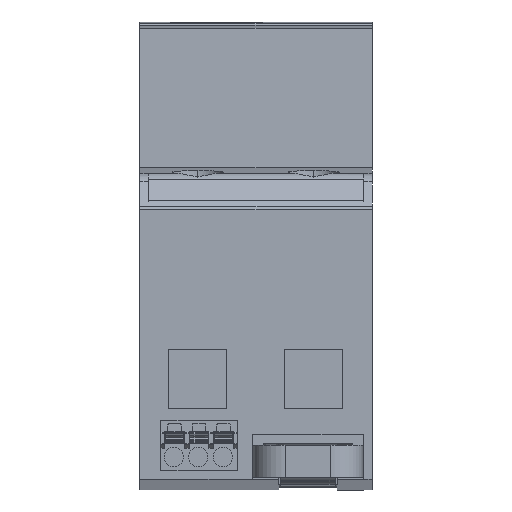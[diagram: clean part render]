
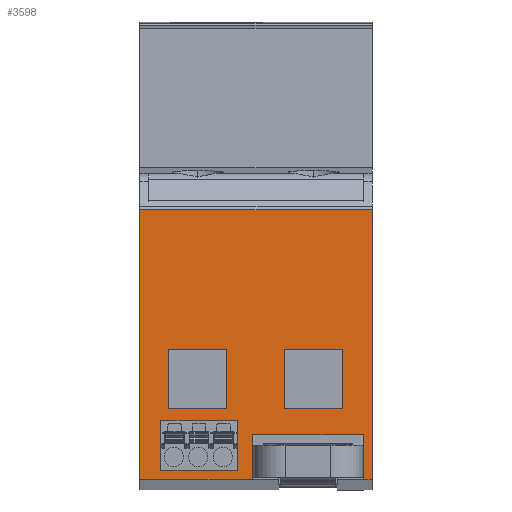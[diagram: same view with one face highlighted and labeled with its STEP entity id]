
A CAD part, front view. The second image highlights one B-rep face of the part: STEP entity #3598.
In plain terms, the highlighted planar face has unit normal (0, -1, 0).
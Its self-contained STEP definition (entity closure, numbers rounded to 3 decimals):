
#3482=AXIS2_PLACEMENT_3D('Plane Axis2P3D',#3479,#3480,#3481) ;
#1574=CARTESIAN_POINT('Vertex',(36.,14.959,43.38)) ;
#1577=CARTESIAN_POINT('Line Origine',(36.,14.959,22.536)) ;
#1581=CARTESIAN_POINT('Vertex',(36.,14.959,1.692)) ;
#1960=CARTESIAN_POINT('Line Origine',(0.,14.959,22.536)) ;
#1964=CARTESIAN_POINT('Vertex',(0.,14.959,1.692)) ;
#1966=CARTESIAN_POINT('Vertex',(0.,14.959,43.38)) ;
#2692=CARTESIAN_POINT('Vertex',(17.401,14.959,1.692)) ;
#2695=CARTESIAN_POINT('Line Origine',(8.7,14.959,1.692)) ;
#2803=CARTESIAN_POINT('Line Origine',(35.34,14.959,1.692)) ;
#2807=CARTESIAN_POINT('Vertex',(34.68,14.959,1.692)) ;
#2837=CARTESIAN_POINT('Line Origine',(34.68,14.959,5.122)) ;
#2841=CARTESIAN_POINT('Vertex',(34.68,14.959,8.553)) ;
#2862=CARTESIAN_POINT('Line Origine',(28.776,14.959,8.553)) ;
#2866=CARTESIAN_POINT('Vertex',(30.592,14.959,8.553)) ;
#2868=CARTESIAN_POINT('Vertex',(26.961,14.959,8.553)) ;
#2871=CARTESIAN_POINT('Line Origine',(22.181,14.959,8.553)) ;
#2875=CARTESIAN_POINT('Vertex',(17.401,14.959,8.553)) ;
#2883=CARTESIAN_POINT('Line Origine',(32.636,14.959,8.553)) ;
#2905=CARTESIAN_POINT('Line Origine',(17.401,14.959,5.122)) ;
#3466=CARTESIAN_POINT('Line Origine',(18.,14.959,43.38)) ;
#3479=CARTESIAN_POINT('Axis2P3D Location',(71.2,14.959,1.692)) ;
#3496=CARTESIAN_POINT('Line Origine',(9.185,14.959,3.079)) ;
#3500=CARTESIAN_POINT('Vertex',(15.095,14.959,3.079)) ;
#3502=CARTESIAN_POINT('Vertex',(3.275,14.959,3.079)) ;
#3505=CARTESIAN_POINT('Line Origine',(3.275,14.959,6.504)) ;
#3509=CARTESIAN_POINT('Vertex',(3.275,14.959,9.929)) ;
#3512=CARTESIAN_POINT('Line Origine',(9.185,14.959,9.929)) ;
#3516=CARTESIAN_POINT('Vertex',(15.095,14.959,9.929)) ;
#3519=CARTESIAN_POINT('Line Origine',(15.095,14.959,6.504)) ;
#3530=CARTESIAN_POINT('Line Origine',(13.473,14.959,17.133)) ;
#3534=CARTESIAN_POINT('Vertex',(13.473,14.959,12.558)) ;
#3536=CARTESIAN_POINT('Vertex',(13.473,14.959,21.708)) ;
#3539=CARTESIAN_POINT('Line Origine',(8.973,14.959,12.558)) ;
#3543=CARTESIAN_POINT('Vertex',(4.473,14.959,12.558)) ;
#3546=CARTESIAN_POINT('Line Origine',(4.473,14.959,17.133)) ;
#3550=CARTESIAN_POINT('Vertex',(4.473,14.959,21.708)) ;
#3553=CARTESIAN_POINT('Line Origine',(8.973,14.959,21.708)) ;
#3564=CARTESIAN_POINT('Line Origine',(31.384,14.959,17.133)) ;
#3568=CARTESIAN_POINT('Vertex',(31.384,14.959,12.558)) ;
#3570=CARTESIAN_POINT('Vertex',(31.384,14.959,21.708)) ;
#3573=CARTESIAN_POINT('Line Origine',(26.884,14.959,12.558)) ;
#3577=CARTESIAN_POINT('Vertex',(22.384,14.959,12.558)) ;
#3580=CARTESIAN_POINT('Line Origine',(22.384,14.959,17.133)) ;
#3584=CARTESIAN_POINT('Vertex',(22.384,14.959,21.708)) ;
#3587=CARTESIAN_POINT('Line Origine',(26.884,14.959,21.708)) ;
#1578=DIRECTION('Vector Direction',(0.,0.,1.)) ;
#1961=DIRECTION('Vector Direction',(0.,0.,1.)) ;
#2696=DIRECTION('Vector Direction',(-1.,0.,0.)) ;
#2804=DIRECTION('Vector Direction',(-1.,0.,0.)) ;
#2838=DIRECTION('Vector Direction',(0.,0.,1.)) ;
#2863=DIRECTION('Vector Direction',(-1.,0.,0.)) ;
#2872=DIRECTION('Vector Direction',(-1.,0.,0.)) ;
#2884=DIRECTION('Vector Direction',(-1.,0.,0.)) ;
#2906=DIRECTION('Vector Direction',(0.,0.,-1.)) ;
#3467=DIRECTION('Vector Direction',(-1.,0.,0.)) ;
#3480=DIRECTION('Axis2P3D Direction',(0.,-1.,0.)) ;
#3481=DIRECTION('Axis2P3D XDirection',(0.,0.,1.)) ;
#3497=DIRECTION('Vector Direction',(-1.,0.,0.)) ;
#3506=DIRECTION('Vector Direction',(0.,0.,1.)) ;
#3513=DIRECTION('Vector Direction',(-1.,0.,0.)) ;
#3520=DIRECTION('Vector Direction',(0.,0.,-1.)) ;
#3531=DIRECTION('Vector Direction',(0.,0.,1.)) ;
#3540=DIRECTION('Vector Direction',(-1.,0.,0.)) ;
#3547=DIRECTION('Vector Direction',(0.,0.,-1.)) ;
#3554=DIRECTION('Vector Direction',(1.,0.,0.)) ;
#3565=DIRECTION('Vector Direction',(0.,0.,1.)) ;
#3574=DIRECTION('Vector Direction',(-1.,0.,0.)) ;
#3581=DIRECTION('Vector Direction',(0.,0.,-1.)) ;
#3588=DIRECTION('Vector Direction',(1.,0.,0.)) ;
#1579=VECTOR('Line Direction',#1578,1.) ;
#1962=VECTOR('Line Direction',#1961,1.) ;
#2697=VECTOR('Line Direction',#2696,1.) ;
#2805=VECTOR('Line Direction',#2804,1.) ;
#2839=VECTOR('Line Direction',#2838,1.) ;
#2864=VECTOR('Line Direction',#2863,1.) ;
#2873=VECTOR('Line Direction',#2872,1.) ;
#2885=VECTOR('Line Direction',#2884,1.) ;
#2907=VECTOR('Line Direction',#2906,1.) ;
#3468=VECTOR('Line Direction',#3467,1.) ;
#3498=VECTOR('Line Direction',#3497,1.) ;
#3507=VECTOR('Line Direction',#3506,1.) ;
#3514=VECTOR('Line Direction',#3513,1.) ;
#3521=VECTOR('Line Direction',#3520,1.) ;
#3532=VECTOR('Line Direction',#3531,1.) ;
#3541=VECTOR('Line Direction',#3540,1.) ;
#3548=VECTOR('Line Direction',#3547,1.) ;
#3555=VECTOR('Line Direction',#3554,1.) ;
#3566=VECTOR('Line Direction',#3565,1.) ;
#3575=VECTOR('Line Direction',#3574,1.) ;
#3582=VECTOR('Line Direction',#3581,1.) ;
#3589=VECTOR('Line Direction',#3588,1.) ;
#3485=ORIENTED_EDGE('',*,*,#3470,.T.) ;
#3486=ORIENTED_EDGE('',*,*,#1968,.F.) ;
#3487=ORIENTED_EDGE('',*,*,#2699,.F.) ;
#3488=ORIENTED_EDGE('',*,*,#2909,.F.) ;
#3489=ORIENTED_EDGE('',*,*,#2877,.F.) ;
#3490=ORIENTED_EDGE('',*,*,#2870,.F.) ;
#3491=ORIENTED_EDGE('',*,*,#2887,.F.) ;
#3492=ORIENTED_EDGE('',*,*,#2843,.F.) ;
#3493=ORIENTED_EDGE('',*,*,#2809,.F.) ;
#3494=ORIENTED_EDGE('',*,*,#1583,.T.) ;
#3525=ORIENTED_EDGE('',*,*,#3504,.T.) ;
#3526=ORIENTED_EDGE('',*,*,#3511,.T.) ;
#3527=ORIENTED_EDGE('',*,*,#3518,.F.) ;
#3528=ORIENTED_EDGE('',*,*,#3523,.T.) ;
#3559=ORIENTED_EDGE('',*,*,#3538,.F.) ;
#3560=ORIENTED_EDGE('',*,*,#3545,.F.) ;
#3561=ORIENTED_EDGE('',*,*,#3552,.F.) ;
#3562=ORIENTED_EDGE('',*,*,#3557,.F.) ;
#3593=ORIENTED_EDGE('',*,*,#3572,.F.) ;
#3594=ORIENTED_EDGE('',*,*,#3579,.F.) ;
#3595=ORIENTED_EDGE('',*,*,#3586,.F.) ;
#3596=ORIENTED_EDGE('',*,*,#3591,.F.) ;
#3529=FACE_BOUND('',#3524,.T.) ;
#3563=FACE_BOUND('',#3558,.T.) ;
#3597=FACE_BOUND('',#3592,.T.) ;
#3598=ADVANCED_FACE('VPU',(#3495,#3529,#3563,#3597),#3483,.T.) ;
#1583=EDGE_CURVE('',#1582,#1575,#1580,.T.) ;
#1968=EDGE_CURVE('',#1965,#1967,#1963,.T.) ;
#2699=EDGE_CURVE('',#2693,#1965,#2698,.T.) ;
#2809=EDGE_CURVE('',#1582,#2808,#2806,.T.) ;
#2843=EDGE_CURVE('',#2808,#2842,#2840,.T.) ;
#2870=EDGE_CURVE('',#2867,#2869,#2865,.T.) ;
#2877=EDGE_CURVE('',#2869,#2876,#2874,.T.) ;
#2887=EDGE_CURVE('',#2842,#2867,#2886,.T.) ;
#2909=EDGE_CURVE('',#2876,#2693,#2908,.T.) ;
#3470=EDGE_CURVE('',#1575,#1967,#3469,.T.) ;
#3504=EDGE_CURVE('',#3501,#3503,#3499,.T.) ;
#3511=EDGE_CURVE('',#3503,#3510,#3508,.T.) ;
#3518=EDGE_CURVE('',#3517,#3510,#3515,.T.) ;
#3523=EDGE_CURVE('',#3517,#3501,#3522,.T.) ;
#3538=EDGE_CURVE('',#3535,#3537,#3533,.T.) ;
#3545=EDGE_CURVE('',#3544,#3535,#3542,.F.) ;
#3552=EDGE_CURVE('',#3551,#3544,#3549,.T.) ;
#3557=EDGE_CURVE('',#3537,#3551,#3556,.F.) ;
#3572=EDGE_CURVE('',#3569,#3571,#3567,.T.) ;
#3579=EDGE_CURVE('',#3578,#3569,#3576,.F.) ;
#3586=EDGE_CURVE('',#3585,#3578,#3583,.T.) ;
#3591=EDGE_CURVE('',#3571,#3585,#3590,.F.) ;
#3484=EDGE_LOOP('',(#3485,#3486,#3487,#3488,#3489,#3490,#3491,#3492,#3493,#3494)) ;
#3524=EDGE_LOOP('',(#3525,#3526,#3527,#3528)) ;
#3558=EDGE_LOOP('',(#3559,#3560,#3561,#3562)) ;
#3592=EDGE_LOOP('',(#3593,#3594,#3595,#3596)) ;
#3495=FACE_OUTER_BOUND('',#3484,.T.) ;
#1580=LINE('Line',#1577,#1579) ;
#1963=LINE('Line',#1960,#1962) ;
#2698=LINE('Line',#2695,#2697) ;
#2806=LINE('Line',#2803,#2805) ;
#2840=LINE('Line',#2837,#2839) ;
#2865=LINE('Line',#2862,#2864) ;
#2874=LINE('Line',#2871,#2873) ;
#2886=LINE('Line',#2883,#2885) ;
#2908=LINE('Line',#2905,#2907) ;
#3469=LINE('Line',#3466,#3468) ;
#3499=LINE('Line',#3496,#3498) ;
#3508=LINE('Line',#3505,#3507) ;
#3515=LINE('Line',#3512,#3514) ;
#3522=LINE('Line',#3519,#3521) ;
#3533=LINE('Line',#3530,#3532) ;
#3542=LINE('Line',#3539,#3541) ;
#3549=LINE('Line',#3546,#3548) ;
#3556=LINE('Line',#3553,#3555) ;
#3567=LINE('Line',#3564,#3566) ;
#3576=LINE('Line',#3573,#3575) ;
#3583=LINE('Line',#3580,#3582) ;
#3590=LINE('Line',#3587,#3589) ;
#3483=PLANE('',#3482) ;
#1575=VERTEX_POINT('',#1574) ;
#1582=VERTEX_POINT('',#1581) ;
#1965=VERTEX_POINT('',#1964) ;
#1967=VERTEX_POINT('',#1966) ;
#2693=VERTEX_POINT('',#2692) ;
#2808=VERTEX_POINT('',#2807) ;
#2842=VERTEX_POINT('',#2841) ;
#2867=VERTEX_POINT('',#2866) ;
#2869=VERTEX_POINT('',#2868) ;
#2876=VERTEX_POINT('',#2875) ;
#3501=VERTEX_POINT('',#3500) ;
#3503=VERTEX_POINT('',#3502) ;
#3510=VERTEX_POINT('',#3509) ;
#3517=VERTEX_POINT('',#3516) ;
#3535=VERTEX_POINT('',#3534) ;
#3537=VERTEX_POINT('',#3536) ;
#3544=VERTEX_POINT('',#3543) ;
#3551=VERTEX_POINT('',#3550) ;
#3569=VERTEX_POINT('',#3568) ;
#3571=VERTEX_POINT('',#3570) ;
#3578=VERTEX_POINT('',#3577) ;
#3585=VERTEX_POINT('',#3584) ;
